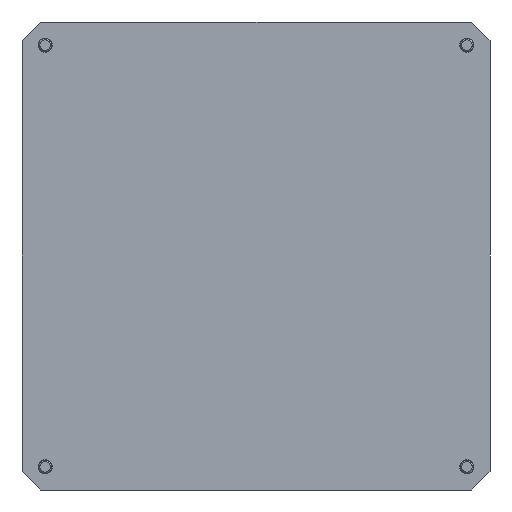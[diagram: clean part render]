
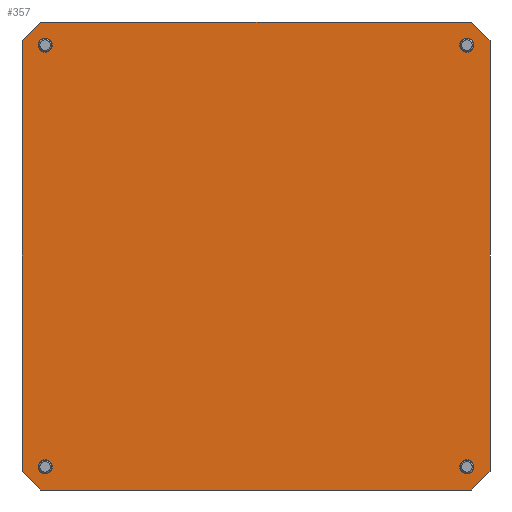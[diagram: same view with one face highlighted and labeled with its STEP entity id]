
A CAD part, front view. The second image highlights one B-rep face of the part: STEP entity #357.
In plain terms, the highlighted planar face has unit normal (0, -1, 0).
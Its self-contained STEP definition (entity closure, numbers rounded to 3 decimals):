
#1 = EDGE_CURVE ( 'NONE', #385, #3, #1360, .T. ) ;
#3 = VERTEX_POINT ( 'NONE', #1356 ) ;
#22 = EDGE_CURVE ( 'NONE', #23, #24, #1545, .T. ) ;
#23 = VERTEX_POINT ( 'NONE', #1540 ) ;
#24 = VERTEX_POINT ( 'NONE', #1539 ) ;
#29 = VERTEX_POINT ( 'NONE', #1532 ) ;
#31 = EDGE_CURVE ( 'NONE', #29, #32, #1531, .T. ) ;
#32 = VERTEX_POINT ( 'NONE', #1527 ) ;
#48 = EDGE_CURVE ( 'NONE', #49, #50, #1426, .T. ) ;
#49 = VERTEX_POINT ( 'NONE', #1510 ) ;
#50 = VERTEX_POINT ( 'NONE', #1509 ) ;
#52 = VERTEX_POINT ( 'NONE', #1508 ) ;
#53 = EDGE_CURVE ( 'NONE', #52, #54, #1507, .T. ) ;
#54 = VERTEX_POINT ( 'NONE', #1502 ) ;
#143 = ORIENTED_EDGE ( 'NONE', *, *, #144, .F. ) ;
#144 = EDGE_CURVE ( 'NONE', #50, #49, #548, .T. ) ;
#145 = ORIENTED_EDGE ( 'NONE', *, *, #31, .F. ) ;
#146 = ORIENTED_EDGE ( 'NONE', *, *, #147, .T. ) ;
#147 = EDGE_CURVE ( 'NONE', #29, #274, #543, .T. ) ;
#148 = EDGE_LOOP ( 'NONE', ( #145, #146, #306, #307, #309, #310, #312, #313 ) ) ;
#230 = EDGE_CURVE ( 'NONE', #231, #304, #822, .T. ) ;
#231 = VERTEX_POINT ( 'NONE', #817 ) ;
#273 = VERTEX_POINT ( 'NONE', #851 ) ;
#274 = VERTEX_POINT ( 'NONE', #850 ) ;
#279 = EDGE_CURVE ( 'NONE', #273, #274, #838, .T. ) ;
#304 = VERTEX_POINT ( 'NONE', #656 ) ;
#306 = ORIENTED_EDGE ( 'NONE', *, *, #279, .F. ) ;
#307 = ORIENTED_EDGE ( 'NONE', *, *, #308, .T. ) ;
#308 = EDGE_CURVE ( 'NONE', #273, #373, #650, .T. ) ;
#309 = ORIENTED_EDGE ( 'NONE', *, *, #372, .F. ) ;
#310 = ORIENTED_EDGE ( 'NONE', *, *, #311, .T. ) ;
#311 = EDGE_CURVE ( 'NONE', #370, #3, #745, .T. ) ;
#312 = ORIENTED_EDGE ( 'NONE', *, *, #1, .F. ) ;
#313 = ORIENTED_EDGE ( 'NONE', *, *, #314, .T. ) ;
#314 = EDGE_CURVE ( 'NONE', #385, #32, #741, .T. ) ;
#317 = EDGE_LOOP ( 'NONE', ( #318, #319 ) ) ;
#318 = ORIENTED_EDGE ( 'NONE', *, *, #230, .F. ) ;
#319 = ORIENTED_EDGE ( 'NONE', *, *, #320, .F. ) ;
#320 = EDGE_CURVE ( 'NONE', #304, #231, #736, .T. ) ;
#321 = EDGE_LOOP ( 'NONE', ( #322, #323 ) ) ;
#322 = ORIENTED_EDGE ( 'NONE', *, *, #22, .F. ) ;
#323 = ORIENTED_EDGE ( 'NONE', *, *, #324, .F. ) ;
#324 = EDGE_CURVE ( 'NONE', #24, #23, #726, .T. ) ;
#325 = EDGE_LOOP ( 'NONE', ( #326, #143 ) ) ;
#326 = ORIENTED_EDGE ( 'NONE', *, *, #48, .F. ) ;
#357 = ADVANCED_FACE ( 'NONE', ( #1095, #978, #977, #976, #975 ), #974, .T. ) ;
#358 = EDGE_LOOP ( 'NONE', ( #382, #383 ) ) ;
#370 = VERTEX_POINT ( 'NONE', #1077 ) ;
#372 = EDGE_CURVE ( 'NONE', #370, #373, #1076, .T. ) ;
#373 = VERTEX_POINT ( 'NONE', #993 ) ;
#382 = ORIENTED_EDGE ( 'NONE', *, *, #53, .F. ) ;
#383 = ORIENTED_EDGE ( 'NONE', *, *, #384, .F. ) ;
#384 = EDGE_CURVE ( 'NONE', #54, #52, #986, .T. ) ;
#385 = VERTEX_POINT ( 'NONE', #940 ) ;
#540 = DIRECTION ( 'NONE',  ( -0.707, 0., 0.707 ) ) ;
#541 = VECTOR ( 'NONE', #540, 1000. ) ;
#542 = CARTESIAN_POINT ( 'NONE',  ( 106.5, 0., 106.5 ) ) ;
#543 = LINE ( 'NONE', #542, #541 ) ;
#544 = DIRECTION ( 'NONE',  ( 0., 0., -1. ) ) ;
#545 = DIRECTION ( 'NONE',  ( 0., -1., 0. ) ) ;
#546 = CARTESIAN_POINT ( 'NONE',  ( -100., 0., -100. ) ) ;
#547 = AXIS2_PLACEMENT_3D ( 'NONE', #546, #545, #544 ) ;
#548 = CIRCLE ( 'NONE', #547, 3.3 ) ;
#647 = DIRECTION ( 'NONE',  ( -0.707, 0., -0.707 ) ) ;
#648 = VECTOR ( 'NONE', #647, 1000. ) ;
#649 = CARTESIAN_POINT ( 'NONE',  ( 4.5, 0., 217.5 ) ) ;
#650 = LINE ( 'NONE', #649, #648 ) ;
#656 = CARTESIAN_POINT ( 'NONE',  ( 100., 0., 96.7 ) ) ;
#722 = DIRECTION ( 'NONE',  ( 0., 0., -1. ) ) ;
#723 = DIRECTION ( 'NONE',  ( 0., -1., 0. ) ) ;
#724 = CARTESIAN_POINT ( 'NONE',  ( -100., 0., 100. ) ) ;
#725 = AXIS2_PLACEMENT_3D ( 'NONE', #724, #723, #722 ) ;
#726 = CIRCLE ( 'NONE', #725, 3.3 ) ;
#727 = DIRECTION ( 'NONE',  ( 0., 0., -1. ) ) ;
#728 = DIRECTION ( 'NONE',  ( 0., -1., 0. ) ) ;
#729 = CARTESIAN_POINT ( 'NONE',  ( 100., 0., 100. ) ) ;
#730 = AXIS2_PLACEMENT_3D ( 'NONE', #729, #728, #727 ) ;
#736 = CIRCLE ( 'NONE', #730, 3.3 ) ;
#738 = DIRECTION ( 'NONE',  ( 0.707, 0., 0.707 ) ) ;
#739 = VECTOR ( 'NONE', #738, 1000. ) ;
#740 = CARTESIAN_POINT ( 'NONE',  ( 217.5, 0., 4.5 ) ) ;
#741 = LINE ( 'NONE', #740, #739 ) ;
#742 = DIRECTION ( 'NONE',  ( 0.707, 0., -0.707 ) ) ;
#743 = VECTOR ( 'NONE', #742, 1000. ) ;
#744 = CARTESIAN_POINT ( 'NONE',  ( -106.5, 0., -106.5 ) ) ;
#745 = LINE ( 'NONE', #744, #743 ) ;
#777 = DIRECTION ( 'NONE',  ( 1., 0., 0. ) ) ;
#778 = VECTOR ( 'NONE', #777, 1000. ) ;
#817 = CARTESIAN_POINT ( 'NONE',  ( 100., 0., 103.3 ) ) ;
#818 = DIRECTION ( 'NONE',  ( 0., 0., -1. ) ) ;
#819 = DIRECTION ( 'NONE',  ( 0., -1., 0. ) ) ;
#820 = CARTESIAN_POINT ( 'NONE',  ( 100., 0., 100. ) ) ;
#821 = AXIS2_PLACEMENT_3D ( 'NONE', #820, #819, #818 ) ;
#822 = CIRCLE ( 'NONE', #821, 3.3 ) ;
#838 = LINE ( 'NONE', #842, #778 ) ;
#842 = CARTESIAN_POINT ( 'NONE',  ( 111., 0., 111. ) ) ;
#850 = CARTESIAN_POINT ( 'NONE',  ( 102., 0., 111. ) ) ;
#851 = CARTESIAN_POINT ( 'NONE',  ( -102., 0., 111. ) ) ;
#940 = CARTESIAN_POINT ( 'NONE',  ( 102., 0., -111. ) ) ;
#941 = DIRECTION ( 'NONE',  ( 0., 0., -1. ) ) ;
#972 = CARTESIAN_POINT ( 'NONE',  ( 111., 0., 111. ) ) ;
#973 = AXIS2_PLACEMENT_3D ( 'NONE', #972, #1007, #1006 ) ;
#974 = PLANE ( 'NONE',  #973 ) ;
#975 = FACE_OUTER_BOUND ( 'NONE', #148, .T. ) ;
#976 = FACE_BOUND ( 'NONE', #325, .T. ) ;
#977 = FACE_BOUND ( 'NONE', #321, .T. ) ;
#978 = FACE_BOUND ( 'NONE', #317, .T. ) ;
#983 = DIRECTION ( 'NONE',  ( 0., -1., 0. ) ) ;
#984 = CARTESIAN_POINT ( 'NONE',  ( 100., 0., -100. ) ) ;
#985 = AXIS2_PLACEMENT_3D ( 'NONE', #984, #983, #941 ) ;
#986 = CIRCLE ( 'NONE', #985, 3.3 ) ;
#993 = CARTESIAN_POINT ( 'NONE',  ( -111., 0., 102. ) ) ;
#994 = DIRECTION ( 'NONE',  ( 0., 0., 1. ) ) ;
#1006 = DIRECTION ( 'NONE',  ( 0., 0., -1. ) ) ;
#1007 = DIRECTION ( 'NONE',  ( 0., -1., 0. ) ) ;
#1074 = VECTOR ( 'NONE', #994, 1000. ) ;
#1075 = CARTESIAN_POINT ( 'NONE',  ( -111., 0., -111. ) ) ;
#1076 = LINE ( 'NONE', #1075, #1074 ) ;
#1077 = CARTESIAN_POINT ( 'NONE',  ( -111., 0., -102. ) ) ;
#1095 = FACE_BOUND ( 'NONE', #358, .T. ) ;
#1356 = CARTESIAN_POINT ( 'NONE',  ( -102., 0., -111. ) ) ;
#1357 = DIRECTION ( 'NONE',  ( -1., 0., 0. ) ) ;
#1358 = VECTOR ( 'NONE', #1357, 1000. ) ;
#1359 = CARTESIAN_POINT ( 'NONE',  ( 111., 0., -111. ) ) ;
#1360 = LINE ( 'NONE', #1359, #1358 ) ;
#1426 = CIRCLE ( 'NONE', #1514, 3.3 ) ;
#1502 = CARTESIAN_POINT ( 'NONE',  ( 100., 0., -103.3 ) ) ;
#1503 = DIRECTION ( 'NONE',  ( 0., 0., -1. ) ) ;
#1504 = DIRECTION ( 'NONE',  ( 0., -1., 0. ) ) ;
#1505 = CARTESIAN_POINT ( 'NONE',  ( 100., 0., -100. ) ) ;
#1506 = AXIS2_PLACEMENT_3D ( 'NONE', #1505, #1504, #1503 ) ;
#1507 = CIRCLE ( 'NONE', #1506, 3.3 ) ;
#1508 = CARTESIAN_POINT ( 'NONE',  ( 100., 0., -96.7 ) ) ;
#1509 = CARTESIAN_POINT ( 'NONE',  ( -100., 0., -103.3 ) ) ;
#1510 = CARTESIAN_POINT ( 'NONE',  ( -100., 0., -96.7 ) ) ;
#1511 = DIRECTION ( 'NONE',  ( 0., 0., -1. ) ) ;
#1512 = DIRECTION ( 'NONE',  ( 0., -1., 0. ) ) ;
#1513 = CARTESIAN_POINT ( 'NONE',  ( -100., 0., -100. ) ) ;
#1514 = AXIS2_PLACEMENT_3D ( 'NONE', #1513, #1512, #1511 ) ;
#1527 = CARTESIAN_POINT ( 'NONE',  ( 111., 0., -102. ) ) ;
#1528 = DIRECTION ( 'NONE',  ( 0., 0., -1. ) ) ;
#1529 = VECTOR ( 'NONE', #1528, 1000. ) ;
#1530 = CARTESIAN_POINT ( 'NONE',  ( 111., 0., -111. ) ) ;
#1531 = LINE ( 'NONE', #1530, #1529 ) ;
#1532 = CARTESIAN_POINT ( 'NONE',  ( 111., 0., 102. ) ) ;
#1539 = CARTESIAN_POINT ( 'NONE',  ( -100., 0., 96.7 ) ) ;
#1540 = CARTESIAN_POINT ( 'NONE',  ( -100., 0., 103.3 ) ) ;
#1541 = DIRECTION ( 'NONE',  ( 0., 0., -1. ) ) ;
#1542 = DIRECTION ( 'NONE',  ( 0., -1., 0. ) ) ;
#1543 = CARTESIAN_POINT ( 'NONE',  ( -100., 0., 100. ) ) ;
#1544 = AXIS2_PLACEMENT_3D ( 'NONE', #1543, #1542, #1541 ) ;
#1545 = CIRCLE ( 'NONE', #1544, 3.3 ) ;
